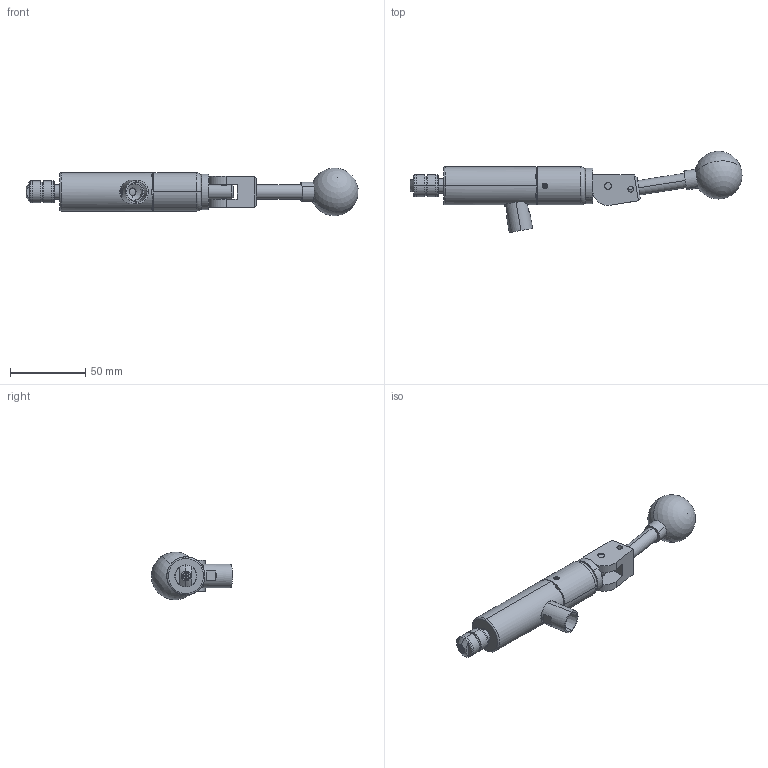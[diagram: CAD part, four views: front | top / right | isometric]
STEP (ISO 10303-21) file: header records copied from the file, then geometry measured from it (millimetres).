
FILE_DESCRIPTION (( 'STEP AP214' ), '1' );
FILE_NAME ('CTSC-003462.STEP', '2025-05-22T13:11:10', ( '' ), ( '' ), 'SwSTEP 2.0', 'SolidWorks 2023', '' );
FILE_SCHEMA (( 'AUTOMOTIVE_DESIGN' ));
Length unit declared in the file: inch
Products named in the file (1): CTSC-003462
Bounding box: 220.94 x 54.02 x 31.66 mm (x, y, z)
Volume: 82781.6 mm3; surface area: 25213 mm2
Topology: 10 solids, 10 shells, 293 faces, 678 edges, 423 vertices
Faces by surface type: cylinder 121, plane 106, cone 48, torus 13, bspline 3, sphere 2
Entity records: 13373 total; most frequent: CARTESIAN_POINT 3011, DIRECTION 1416, ORIENTED_EDGE 1342, EDGE_CURVE 671, AXIS2_PLACEMENT_3D 583, VERTEX_POINT 420, EDGE_LOOP 335, FACE_OUTER_BOUND 293
